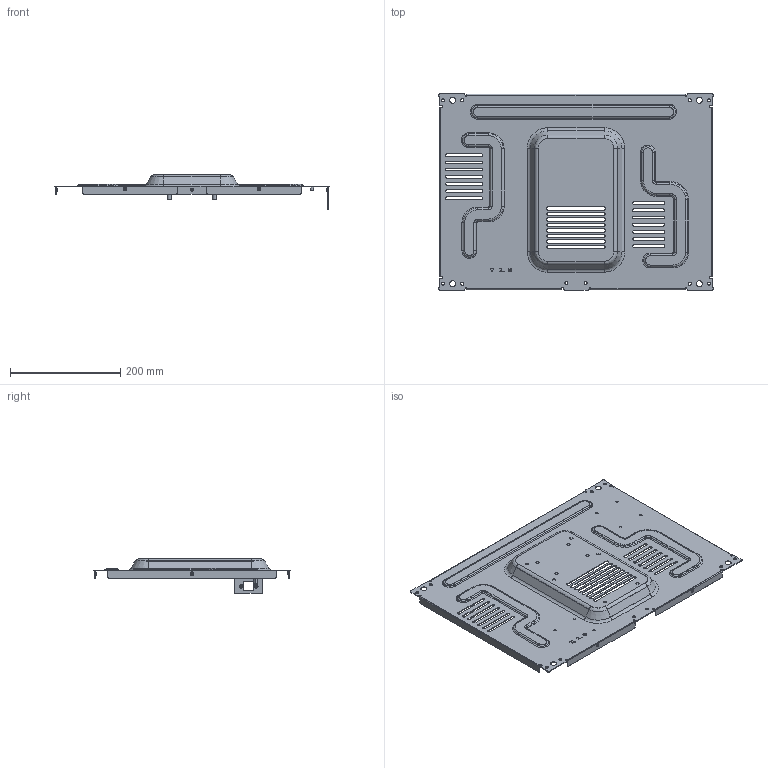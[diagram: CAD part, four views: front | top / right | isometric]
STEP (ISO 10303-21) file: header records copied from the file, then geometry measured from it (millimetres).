
FILE_DESCRIPTION (( 'STEP AP203' ), '1' );
FILE_NAME ('Jupiterµ×°å.STEP', '2022-09-27T07:39:49', ( '' ), ( '' ), 'SwSTEP 2.0', 'SolidWorks 2016', '' );
FILE_SCHEMA (( 'CONFIG_CONTROL_DESIGN' ));
Length unit declared in the file: millimetre
Products named in the file (1): Jupiter菁啣
Bounding box: 498 x 358 x 62.5 mm (x, y, z)
Volume: 295628.1 mm3; surface area: 402459.9 mm2
Topology: 1 solids, 1 shells, 682 faces, 1765 edges, 1140 vertices
Faces by surface type: cylinder 344, plane 198, bspline 118, cone 12, torus 10
Entity records: 25801 total; most frequent: CARTESIAN_POINT 8951, ORIENTED_EDGE 3530, DIRECTION 3511, EDGE_CURVE 1765, AXIS2_PLACEMENT_3D 1335, VERTEX_POINT 1140, LINE 841, VECTOR 841
